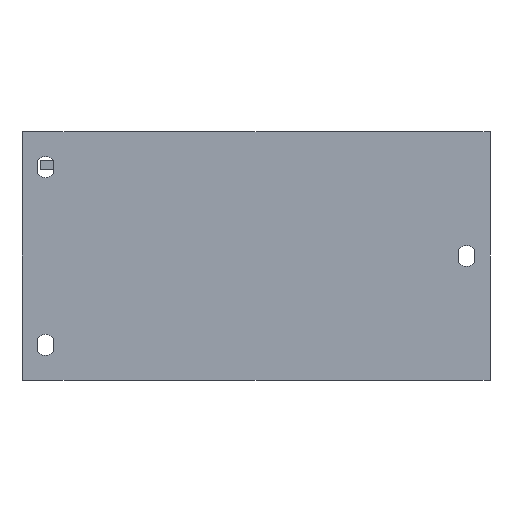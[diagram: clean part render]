
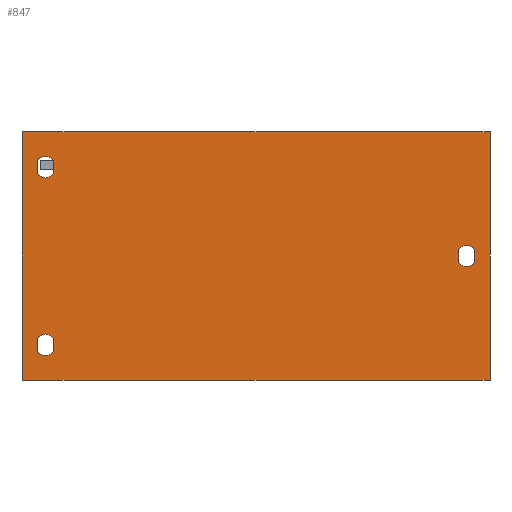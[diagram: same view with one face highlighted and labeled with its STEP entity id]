
A CAD part, left-side view. The second image highlights one B-rep face of the part: STEP entity #847.
In plain terms, the highlighted planar face has unit normal (-1, 0, 0).
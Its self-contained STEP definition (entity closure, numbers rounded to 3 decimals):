
#38=CIRCLE('',#909,2.25);
#39=CIRCLE('',#910,2.25);
#40=CIRCLE('',#911,2.25);
#41=CIRCLE('',#912,2.25);
#42=CIRCLE('',#913,2.25);
#43=CIRCLE('',#914,2.25);
#92=ORIENTED_EDGE('',*,*,#332,.F.);
#93=ORIENTED_EDGE('',*,*,#333,.F.);
#94=ORIENTED_EDGE('',*,*,#334,.F.);
#95=ORIENTED_EDGE('',*,*,#335,.F.);
#96=ORIENTED_EDGE('',*,*,#336,.F.);
#97=ORIENTED_EDGE('',*,*,#337,.F.);
#98=ORIENTED_EDGE('',*,*,#338,.F.);
#99=ORIENTED_EDGE('',*,*,#339,.F.);
#100=ORIENTED_EDGE('',*,*,#340,.F.);
#101=ORIENTED_EDGE('',*,*,#341,.F.);
#102=ORIENTED_EDGE('',*,*,#342,.F.);
#103=ORIENTED_EDGE('',*,*,#343,.F.);
#104=ORIENTED_EDGE('',*,*,#344,.T.);
#105=ORIENTED_EDGE('',*,*,#345,.F.);
#106=ORIENTED_EDGE('',*,*,#346,.F.);
#107=ORIENTED_EDGE('',*,*,#329,.T.);
#329=EDGE_CURVE('',#450,#449,#531,.T.);
#332=EDGE_CURVE('',#452,#453,#534,.T.);
#333=EDGE_CURVE('',#454,#452,#38,.F.);
#334=EDGE_CURVE('',#455,#454,#535,.T.);
#335=EDGE_CURVE('',#453,#455,#39,.F.);
#336=EDGE_CURVE('',#456,#457,#536,.T.);
#337=EDGE_CURVE('',#458,#456,#40,.F.);
#338=EDGE_CURVE('',#459,#458,#537,.T.);
#339=EDGE_CURVE('',#457,#459,#41,.F.);
#340=EDGE_CURVE('',#460,#461,#538,.T.);
#341=EDGE_CURVE('',#462,#460,#42,.F.);
#342=EDGE_CURVE('',#463,#462,#539,.T.);
#343=EDGE_CURVE('',#461,#463,#43,.F.);
#344=EDGE_CURVE('',#449,#464,#540,.T.);
#345=EDGE_CURVE('',#465,#464,#541,.T.);
#346=EDGE_CURVE('',#450,#465,#542,.T.);
#449=VERTEX_POINT('',#1277);
#450=VERTEX_POINT('',#1279);
#452=VERTEX_POINT('',#1285);
#453=VERTEX_POINT('',#1286);
#454=VERTEX_POINT('',#1288);
#455=VERTEX_POINT('',#1290);
#456=VERTEX_POINT('',#1293);
#457=VERTEX_POINT('',#1294);
#458=VERTEX_POINT('',#1296);
#459=VERTEX_POINT('',#1298);
#460=VERTEX_POINT('',#1301);
#461=VERTEX_POINT('',#1302);
#462=VERTEX_POINT('',#1304);
#463=VERTEX_POINT('',#1306);
#464=VERTEX_POINT('',#1309);
#465=VERTEX_POINT('',#1311);
#531=LINE('',#1278,#617);
#534=LINE('',#1284,#620);
#535=LINE('',#1289,#621);
#536=LINE('',#1292,#622);
#537=LINE('',#1297,#623);
#538=LINE('',#1300,#624);
#539=LINE('',#1305,#625);
#540=LINE('',#1308,#626);
#541=LINE('',#1310,#627);
#542=LINE('',#1312,#628);
#617=VECTOR('',#1012,1000.);
#620=VECTOR('',#1017,1000.);
#621=VECTOR('',#1020,1000.);
#622=VECTOR('',#1023,1000.);
#623=VECTOR('',#1026,1000.);
#624=VECTOR('',#1029,1000.);
#625=VECTOR('',#1032,1000.);
#626=VECTOR('',#1035,1000.);
#627=VECTOR('',#1036,1000.);
#628=VECTOR('',#1037,1000.);
#691=EDGE_LOOP('',(#92,#93,#94,#95));
#692=EDGE_LOOP('',(#96,#97,#98,#99));
#693=EDGE_LOOP('',(#100,#101,#102,#103));
#694=EDGE_LOOP('',(#104,#105,#106,#107));
#755=FACE_BOUND('',#691,.T.);
#756=FACE_BOUND('',#692,.T.);
#757=FACE_BOUND('',#693,.T.);
#758=FACE_BOUND('',#694,.T.);
#817=PLANE('',#908);
#847=ADVANCED_FACE('',(#755,#756,#757,#758),#817,.F.);
#908=AXIS2_PLACEMENT_3D('',#1283,#1015,#1016);
#909=AXIS2_PLACEMENT_3D('',#1287,#1018,#1019);
#910=AXIS2_PLACEMENT_3D('',#1291,#1021,#1022);
#911=AXIS2_PLACEMENT_3D('',#1295,#1024,#1025);
#912=AXIS2_PLACEMENT_3D('',#1299,#1027,#1028);
#913=AXIS2_PLACEMENT_3D('',#1303,#1030,#1031);
#914=AXIS2_PLACEMENT_3D('',#1307,#1033,#1034);
#1012=DIRECTION('',(0.,0.,-1.));
#1015=DIRECTION('',(1.,0.,0.));
#1016=DIRECTION('',(0.,0.,-1.));
#1017=DIRECTION('',(0.,0.,-1.));
#1018=DIRECTION('',(1.,0.,0.));
#1019=DIRECTION('',(0.,0.,-1.));
#1020=DIRECTION('',(0.,0.,1.));
#1021=DIRECTION('',(1.,0.,0.));
#1022=DIRECTION('',(0.,0.,-1.));
#1023=DIRECTION('',(0.,0.,-1.));
#1024=DIRECTION('',(1.,0.,0.));
#1025=DIRECTION('',(0.,0.,-1.));
#1026=DIRECTION('',(0.,0.,1.));
#1027=DIRECTION('',(1.,0.,0.));
#1028=DIRECTION('',(0.,0.,-1.));
#1029=DIRECTION('',(0.,0.,-1.));
#1030=DIRECTION('',(1.,0.,0.));
#1031=DIRECTION('',(0.,0.,-1.));
#1032=DIRECTION('',(0.,0.,1.));
#1033=DIRECTION('',(1.,0.,0.));
#1034=DIRECTION('',(0.,0.,-1.));
#1035=DIRECTION('',(0.,-1.,0.));
#1036=DIRECTION('',(0.,0.,-1.));
#1037=DIRECTION('',(0.,-1.,0.));
#1277=CARTESIAN_POINT('',(0.,100.,0.));
#1278=CARTESIAN_POINT('',(0.,100.,53.));
#1279=CARTESIAN_POINT('',(0.,100.,53.));
#1283=CARTESIAN_POINT('',(0.,100.,53.));
#1284=CARTESIAN_POINT('',(0.,96.75,53.));
#1285=CARTESIAN_POINT('',(0.,96.75,46.914));
#1286=CARTESIAN_POINT('',(0.,96.75,44.086));
#1287=CARTESIAN_POINT('',(0.,95.,45.5));
#1288=CARTESIAN_POINT('',(0.,93.25,46.914));
#1289=CARTESIAN_POINT('',(0.,93.25,53.));
#1290=CARTESIAN_POINT('',(0.,93.25,44.086));
#1291=CARTESIAN_POINT('',(0.,95.,45.5));
#1292=CARTESIAN_POINT('',(0.,96.75,53.));
#1293=CARTESIAN_POINT('',(0.,96.75,8.914));
#1294=CARTESIAN_POINT('',(0.,96.75,6.086));
#1295=CARTESIAN_POINT('',(0.,95.,7.5));
#1296=CARTESIAN_POINT('',(0.,93.25,8.914));
#1297=CARTESIAN_POINT('',(0.,93.25,53.));
#1298=CARTESIAN_POINT('',(0.,93.25,6.086));
#1299=CARTESIAN_POINT('',(0.,95.,7.5));
#1300=CARTESIAN_POINT('',(0.,6.75,53.));
#1301=CARTESIAN_POINT('',(0.,6.75,27.914));
#1302=CARTESIAN_POINT('',(0.,6.75,25.086));
#1303=CARTESIAN_POINT('',(0.,5.,26.5));
#1304=CARTESIAN_POINT('',(0.,3.25,27.914));
#1305=CARTESIAN_POINT('',(0.,3.25,53.));
#1306=CARTESIAN_POINT('',(0.,3.25,25.086));
#1307=CARTESIAN_POINT('',(0.,5.,26.5));
#1308=CARTESIAN_POINT('',(0.,100.,0.));
#1309=CARTESIAN_POINT('',(0.,0.,0.));
#1310=CARTESIAN_POINT('',(0.,0.,53.));
#1311=CARTESIAN_POINT('',(0.,0.,53.));
#1312=CARTESIAN_POINT('',(0.,100.,53.));
